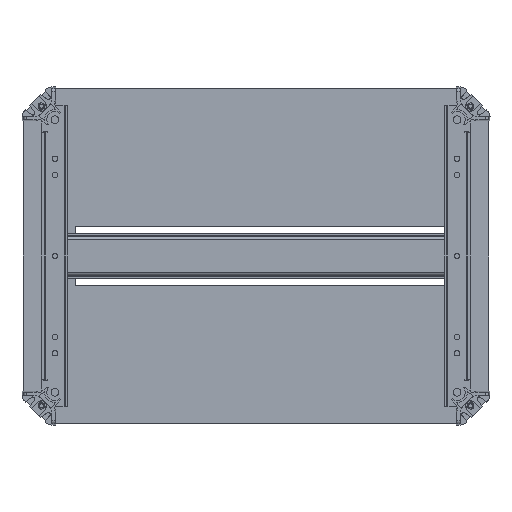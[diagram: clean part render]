
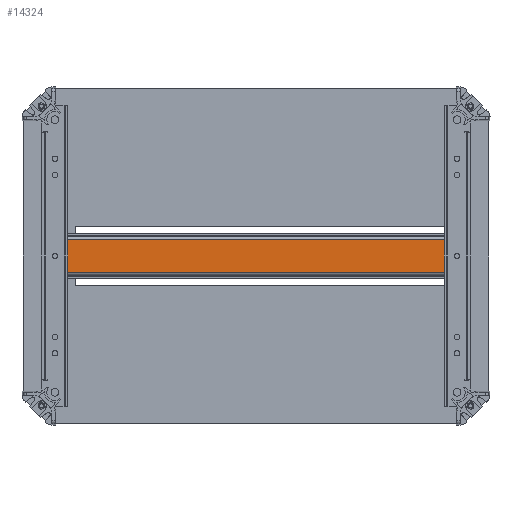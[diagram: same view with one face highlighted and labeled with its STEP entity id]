
A CAD part, front view. The second image highlights one B-rep face of the part: STEP entity #14324.
In plain terms, the highlighted planar face has unit normal (0, -1, 0).
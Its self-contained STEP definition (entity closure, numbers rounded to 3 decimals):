
#82 = VERTEX_POINT ( 'NONE', #6012 ) ;
#363 = CARTESIAN_POINT ( 'NONE',  ( -2.25, -1.5, -155. ) ) ;
#460 = CARTESIAN_POINT ( 'NONE',  ( 2.25, -1.5, 155. ) ) ;
#477 = VECTOR ( 'NONE', #5622, 1000. ) ;
#768 = ORIENTED_EDGE ( 'NONE', *, *, #7896, .F. ) ;
#774 = DIRECTION ( 'NONE',  ( 0., -1., 0. ) ) ;
#809 = DIRECTION ( 'NONE',  ( 0., 0., 1. ) ) ;
#929 = VERTEX_POINT ( 'NONE', #14888 ) ;
#957 = ORIENTED_EDGE ( 'NONE', *, *, #7683, .F. ) ;
#1035 = VERTEX_POINT ( 'NONE', #13650 ) ;
#1363 = LINE ( 'NONE', #10560, #8305 ) ;
#1385 = CARTESIAN_POINT ( 'NONE',  ( 0., -1.5, -155. ) ) ;
#1559 = FACE_OUTER_BOUND ( 'NONE', #2297, .T. ) ;
#1560 = AXIS2_PLACEMENT_3D ( 'NONE', #7327, #3257, #12985 ) ;
#1586 = CIRCLE ( 'NONE', #14115, 2.25 ) ;
#1869 = LINE ( 'NONE', #10841, #5107 ) ;
#2197 = CARTESIAN_POINT ( 'NONE',  ( -2.25, -1.5, 160. ) ) ;
#2297 = EDGE_LOOP ( 'NONE', ( #15546, #14601, #13261, #11414, #5986, #16664, #9279, #7298, #4182, #957, #768, #11027, #12169 ) ) ;
#2319 = VERTEX_POINT ( 'NONE', #15057 ) ;
#2669 = VERTEX_POINT ( 'NONE', #460 ) ;
#2797 = DIRECTION ( 'NONE',  ( 0., 0., 1. ) ) ;
#2998 = VECTOR ( 'NONE', #5351, 1000. ) ;
#3110 = VERTEX_POINT ( 'NONE', #13684 ) ;
#3172 = VECTOR ( 'NONE', #15888, 1000. ) ;
#3257 = DIRECTION ( 'NONE',  ( 0., 1., 0. ) ) ;
#3407 = VECTOR ( 'NONE', #3895, 1000. ) ;
#3419 = LINE ( 'NONE', #15148, #2998 ) ;
#3834 = LINE ( 'NONE', #10806, #3407 ) ;
#3880 = CARTESIAN_POINT ( 'NONE',  ( 0., -1.5, 155. ) ) ;
#3895 = DIRECTION ( 'NONE',  ( 0., 0., 1. ) ) ;
#3953 = CARTESIAN_POINT ( 'NONE',  ( 2.25, -1.5, -155. ) ) ;
#4095 = CARTESIAN_POINT ( 'NONE',  ( -2.25, -1.5, -155. ) ) ;
#4182 = ORIENTED_EDGE ( 'NONE', *, *, #7319, .F. ) ;
#5006 = EDGE_CURVE ( 'NONE', #18003, #15318, #14727, .T. ) ;
#5035 = CARTESIAN_POINT ( 'NONE',  ( 2.25, -1.5, -160. ) ) ;
#5107 = VECTOR ( 'NONE', #5365, 1000. ) ;
#5261 = LINE ( 'NONE', #17580, #12234 ) ;
#5263 = DIRECTION ( 'NONE',  ( 0., 0., 1. ) ) ;
#5281 = EDGE_CURVE ( 'NONE', #10503, #15670, #14937, .T. ) ;
#5285 = CIRCLE ( 'NONE', #9727, 2.25 ) ;
#5351 = DIRECTION ( 'NONE',  ( 0., 0., 1. ) ) ;
#5365 = DIRECTION ( 'NONE',  ( 1., 0., 0. ) ) ;
#5531 = EDGE_CURVE ( 'NONE', #929, #15670, #16043, .T. ) ;
#5622 = DIRECTION ( 'NONE',  ( 0., 0., -1. ) ) ;
#5986 = ORIENTED_EDGE ( 'NONE', *, *, #5281, .T. ) ;
#6012 = CARTESIAN_POINT ( 'NONE',  ( -12.7, -1.5, 160. ) ) ;
#6019 = VERTEX_POINT ( 'NONE', #16829 ) ;
#6155 = VECTOR ( 'NONE', #7047, 1000. ) ;
#6190 = CARTESIAN_POINT ( 'NONE',  ( 13.5, -1.5, -160. ) ) ;
#6397 = EDGE_CURVE ( 'NONE', #6019, #929, #10044, .T. ) ;
#6631 = EDGE_CURVE ( 'NONE', #2669, #6019, #1363, .T. ) ;
#7047 = DIRECTION ( 'NONE',  ( 0., 0., -1. ) ) ;
#7298 = ORIENTED_EDGE ( 'NONE', *, *, #6631, .F. ) ;
#7319 = EDGE_CURVE ( 'NONE', #3110, #2669, #5285, .T. ) ;
#7327 = CARTESIAN_POINT ( 'NONE',  ( 13.5, -1.5, 160. ) ) ;
#7560 = DIRECTION ( 'NONE',  ( 1., 0., 0. ) ) ;
#7583 = DIRECTION ( 'NONE',  ( 1., 0., 0. ) ) ;
#7683 = EDGE_CURVE ( 'NONE', #14413, #3110, #14904, .T. ) ;
#7894 = EDGE_CURVE ( 'NONE', #1035, #18003, #1586, .T. ) ;
#7896 = EDGE_CURVE ( 'NONE', #82, #14413, #5261, .T. ) ;
#8045 = CIRCLE ( 'NONE', #9857, 2.25 ) ;
#8076 = EDGE_CURVE ( 'NONE', #10503, #16933, #3419, .T. ) ;
#8305 = VECTOR ( 'NONE', #809, 1000. ) ;
#8641 = EDGE_CURVE ( 'NONE', #2319, #82, #3834, .T. ) ;
#9106 = CARTESIAN_POINT ( 'NONE',  ( 0., -1.5, -155. ) ) ;
#9168 = EDGE_CURVE ( 'NONE', #2319, #15318, #1869, .T. ) ;
#9279 = ORIENTED_EDGE ( 'NONE', *, *, #6397, .F. ) ;
#9727 = AXIS2_PLACEMENT_3D ( 'NONE', #3880, #13633, #5263 ) ;
#9857 = AXIS2_PLACEMENT_3D ( 'NONE', #1385, #11107, #2797 ) ;
#10044 = LINE ( 'NONE', #11748, #17573 ) ;
#10503 = VERTEX_POINT ( 'NONE', #5035 ) ;
#10531 = DIRECTION ( 'NONE',  ( 0., 0., 1. ) ) ;
#10560 = CARTESIAN_POINT ( 'NONE',  ( 2.25, -1.5, 160. ) ) ;
#10806 = CARTESIAN_POINT ( 'NONE',  ( -12.7, -1.5, -160. ) ) ;
#10841 = CARTESIAN_POINT ( 'NONE',  ( 13.5, -1.5, -160. ) ) ;
#11027 = ORIENTED_EDGE ( 'NONE', *, *, #8641, .F. ) ;
#11107 = DIRECTION ( 'NONE',  ( 0., -1., 0. ) ) ;
#11199 = VECTOR ( 'NONE', #7583, 1000. ) ;
#11414 = ORIENTED_EDGE ( 'NONE', *, *, #8076, .F. ) ;
#11748 = CARTESIAN_POINT ( 'NONE',  ( 13.5, -1.5, 160. ) ) ;
#12108 = CARTESIAN_POINT ( 'NONE',  ( -2.25, -1.5, -160. ) ) ;
#12169 = ORIENTED_EDGE ( 'NONE', *, *, #9168, .T. ) ;
#12234 = VECTOR ( 'NONE', #16146, 1000. ) ;
#12985 = DIRECTION ( 'NONE',  ( 0., 0., 1. ) ) ;
#13261 = ORIENTED_EDGE ( 'NONE', *, *, #17431, .F. ) ;
#13335 = CARTESIAN_POINT ( 'NONE',  ( 12.7, -1.5, -160. ) ) ;
#13633 = DIRECTION ( 'NONE',  ( 0., -1., 0. ) ) ;
#13650 = CARTESIAN_POINT ( 'NONE',  ( 0., -1.5, -152.75 ) ) ;
#13684 = CARTESIAN_POINT ( 'NONE',  ( -2.25, -1.5, 155. ) ) ;
#14115 = AXIS2_PLACEMENT_3D ( 'NONE', #9106, #774, #10531 ) ;
#14324 = ADVANCED_FACE ( 'NONE', ( #1559 ), #17080, .F. ) ;
#14413 = VERTEX_POINT ( 'NONE', #2197 ) ;
#14601 = ORIENTED_EDGE ( 'NONE', *, *, #7894, .F. ) ;
#14727 = LINE ( 'NONE', #363, #3172 ) ;
#14888 = CARTESIAN_POINT ( 'NONE',  ( 12.7, -1.5, 160. ) ) ;
#14904 = LINE ( 'NONE', #15426, #477 ) ;
#14937 = LINE ( 'NONE', #6190, #11199 ) ;
#15057 = CARTESIAN_POINT ( 'NONE',  ( -12.7, -1.5, -160. ) ) ;
#15148 = CARTESIAN_POINT ( 'NONE',  ( 2.25, -1.5, -160. ) ) ;
#15318 = VERTEX_POINT ( 'NONE', #12108 ) ;
#15426 = CARTESIAN_POINT ( 'NONE',  ( -2.25, -1.5, 155. ) ) ;
#15466 = CARTESIAN_POINT ( 'NONE',  ( 12.7, -1.5, 160. ) ) ;
#15546 = ORIENTED_EDGE ( 'NONE', *, *, #5006, .F. ) ;
#15670 = VERTEX_POINT ( 'NONE', #13335 ) ;
#15888 = DIRECTION ( 'NONE',  ( 0., 0., -1. ) ) ;
#16043 = LINE ( 'NONE', #15466, #6155 ) ;
#16146 = DIRECTION ( 'NONE',  ( 1., 0., 0. ) ) ;
#16664 = ORIENTED_EDGE ( 'NONE', *, *, #5531, .F. ) ;
#16829 = CARTESIAN_POINT ( 'NONE',  ( 2.25, -1.5, 160. ) ) ;
#16933 = VERTEX_POINT ( 'NONE', #3953 ) ;
#17080 = PLANE ( 'NONE',  #1560 ) ;
#17431 = EDGE_CURVE ( 'NONE', #16933, #1035, #8045, .T. ) ;
#17573 = VECTOR ( 'NONE', #7560, 1000. ) ;
#17580 = CARTESIAN_POINT ( 'NONE',  ( 13.5, -1.5, 160. ) ) ;
#18003 = VERTEX_POINT ( 'NONE', #4095 ) ;
